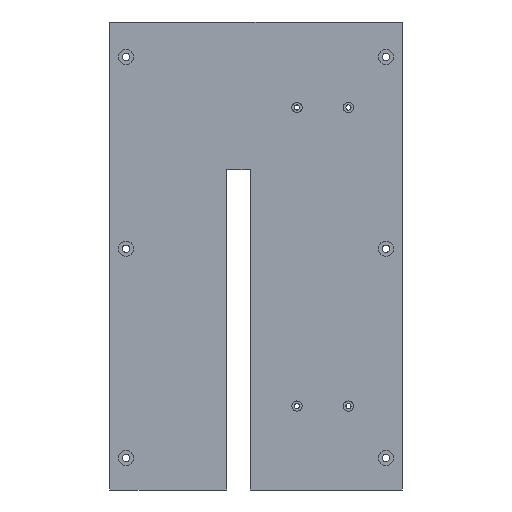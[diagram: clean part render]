
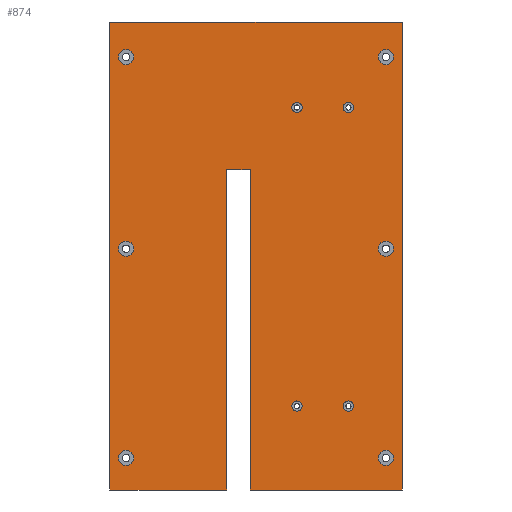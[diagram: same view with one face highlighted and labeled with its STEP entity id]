
A CAD part, left-side view. The second image highlights one B-rep face of the part: STEP entity #874.
In plain terms, the highlighted planar face has unit normal (-1, 0, 0).
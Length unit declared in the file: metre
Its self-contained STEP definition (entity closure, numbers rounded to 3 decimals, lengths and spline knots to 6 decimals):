
#40=LINE('',#1305,#100);
#48=LINE('',#1322,#108);
#52=LINE('',#1330,#112);
#54=LINE('',#1333,#114);
#56=LINE('',#1337,#116);
#61=LINE('',#1348,#121);
#63=LINE('',#1351,#123);
#65=LINE('',#1354,#125);
#100=VECTOR('',#1040,1.);
#108=VECTOR('',#1050,1.);
#112=VECTOR('',#1056,1.);
#114=VECTOR('',#1060,1.);
#116=VECTOR('',#1064,1.);
#121=VECTOR('',#1071,1.);
#123=VECTOR('',#1075,1.);
#125=VECTOR('',#1079,1.);
#224=ORIENTED_EDGE('',*,*,#416,.T.);
#225=ORIENTED_EDGE('',*,*,#417,.T.);
#226=ORIENTED_EDGE('',*,*,#418,.T.);
#227=ORIENTED_EDGE('',*,*,#419,.T.);
#228=ORIENTED_EDGE('',*,*,#420,.T.);
#229=ORIENTED_EDGE('',*,*,#421,.T.);
#230=ORIENTED_EDGE('',*,*,#395,.T.);
#231=ORIENTED_EDGE('',*,*,#386,.T.);
#232=ORIENTED_EDGE('',*,*,#378,.F.);
#233=ORIENTED_EDGE('',*,*,#382,.T.);
#234=ORIENTED_EDGE('',*,*,#384,.T.);
#235=ORIENTED_EDGE('',*,*,#370,.F.);
#236=ORIENTED_EDGE('',*,*,#393,.F.);
#237=ORIENTED_EDGE('',*,*,#391,.T.);
#238=ORIENTED_EDGE('',*,*,#422,.T.);
#239=ORIENTED_EDGE('',*,*,#423,.T.);
#240=ORIENTED_EDGE('',*,*,#424,.T.);
#241=ORIENTED_EDGE('',*,*,#425,.T.);
#370=EDGE_CURVE('',#474,#475,#40,.T.);
#378=EDGE_CURVE('',#482,#483,#48,.T.);
#382=EDGE_CURVE('',#482,#485,#52,.T.);
#384=EDGE_CURVE('',#485,#475,#54,.T.);
#386=EDGE_CURVE('',#487,#483,#56,.T.);
#391=EDGE_CURVE('',#488,#491,#61,.T.);
#393=EDGE_CURVE('',#488,#474,#63,.T.);
#395=EDGE_CURVE('',#491,#487,#65,.T.);
#416=EDGE_CURVE('',#504,#504,#558,.T.);
#417=EDGE_CURVE('',#505,#505,#559,.T.);
#418=EDGE_CURVE('',#506,#506,#560,.T.);
#419=EDGE_CURVE('',#507,#507,#561,.T.);
#420=EDGE_CURVE('',#508,#508,#562,.T.);
#421=EDGE_CURVE('',#509,#509,#563,.T.);
#422=EDGE_CURVE('',#510,#510,#564,.T.);
#423=EDGE_CURVE('',#511,#511,#565,.T.);
#424=EDGE_CURVE('',#512,#512,#566,.T.);
#425=EDGE_CURVE('',#513,#513,#567,.T.);
#474=VERTEX_POINT('',#1304);
#475=VERTEX_POINT('',#1306);
#482=VERTEX_POINT('',#1321);
#483=VERTEX_POINT('',#1323);
#485=VERTEX_POINT('',#1329);
#487=VERTEX_POINT('',#1338);
#488=VERTEX_POINT('',#1342);
#491=VERTEX_POINT('',#1347);
#504=VERTEX_POINT('',#1396);
#505=VERTEX_POINT('',#1398);
#506=VERTEX_POINT('',#1400);
#507=VERTEX_POINT('',#1402);
#508=VERTEX_POINT('',#1404);
#509=VERTEX_POINT('',#1406);
#510=VERTEX_POINT('',#1408);
#511=VERTEX_POINT('',#1410);
#512=VERTEX_POINT('',#1412);
#513=VERTEX_POINT('',#1414);
#558=CIRCLE('',#947,0.00325);
#559=CIRCLE('',#948,0.00325);
#560=CIRCLE('',#949,0.00325);
#561=CIRCLE('',#950,0.00325);
#562=CIRCLE('',#951,0.00325);
#563=CIRCLE('',#952,0.00325);
#564=CIRCLE('',#953,0.0022);
#565=CIRCLE('',#954,0.0022);
#566=CIRCLE('',#955,0.0022);
#567=CIRCLE('',#956,0.0022);
#617=EDGE_LOOP('',(#224));
#618=EDGE_LOOP('',(#225));
#619=EDGE_LOOP('',(#226));
#620=EDGE_LOOP('',(#227));
#621=EDGE_LOOP('',(#228));
#622=EDGE_LOOP('',(#229));
#623=EDGE_LOOP('',(#230,#231,#232,#233,#234,#235,#236,#237));
#624=EDGE_LOOP('',(#238));
#625=EDGE_LOOP('',(#239));
#626=EDGE_LOOP('',(#240));
#627=EDGE_LOOP('',(#241));
#729=FACE_BOUND('',#617,.T.);
#730=FACE_BOUND('',#618,.T.);
#731=FACE_BOUND('',#619,.T.);
#732=FACE_BOUND('',#620,.T.);
#733=FACE_BOUND('',#621,.T.);
#734=FACE_BOUND('',#622,.T.);
#735=FACE_BOUND('',#623,.T.);
#736=FACE_BOUND('',#624,.T.);
#737=FACE_BOUND('',#625,.T.);
#738=FACE_BOUND('',#626,.T.);
#739=FACE_BOUND('',#627,.T.);
#841=PLANE('',#946);
#874=ADVANCED_FACE('',(#729,#730,#731,#732,#733,#734,#735,#736,#737,#738,
#739),#841,.F.);
#946=AXIS2_PLACEMENT_3D('',#1394,#1114,#1115);
#947=AXIS2_PLACEMENT_3D('',#1395,#1116,#1117);
#948=AXIS2_PLACEMENT_3D('',#1397,#1118,#1119);
#949=AXIS2_PLACEMENT_3D('',#1399,#1120,#1121);
#950=AXIS2_PLACEMENT_3D('',#1401,#1122,#1123);
#951=AXIS2_PLACEMENT_3D('',#1403,#1124,#1125);
#952=AXIS2_PLACEMENT_3D('',#1405,#1126,#1127);
#953=AXIS2_PLACEMENT_3D('',#1407,#1128,#1129);
#954=AXIS2_PLACEMENT_3D('',#1409,#1130,#1131);
#955=AXIS2_PLACEMENT_3D('',#1411,#1132,#1133);
#956=AXIS2_PLACEMENT_3D('',#1413,#1134,#1135);
#1040=DIRECTION('',(0.,-1.,0.));
#1050=DIRECTION('',(0.,0.,1.));
#1056=DIRECTION('',(0.,-1.,0.));
#1060=DIRECTION('',(0.,0.,1.));
#1064=DIRECTION('',(0.,-1.,0.));
#1071=DIRECTION('',(0.,-1.,0.));
#1075=DIRECTION('',(0.,0.,1.));
#1079=DIRECTION('',(0.,0.,1.));
#1114=DIRECTION('',(1.,0.,0.));
#1115=DIRECTION('',(0.,0.,-1.));
#1116=DIRECTION('',(1.,0.,0.));
#1117=DIRECTION('',(0.,0.,-1.));
#1118=DIRECTION('',(1.,0.,0.));
#1119=DIRECTION('',(0.,0.,-1.));
#1120=DIRECTION('',(1.,0.,0.));
#1121=DIRECTION('',(0.,0.,-1.));
#1122=DIRECTION('',(1.,0.,0.));
#1123=DIRECTION('',(0.,0.,-1.));
#1124=DIRECTION('',(1.,0.,0.));
#1125=DIRECTION('',(0.,0.,-1.));
#1126=DIRECTION('',(1.,0.,0.));
#1127=DIRECTION('',(0.,0.,-1.));
#1128=DIRECTION('',(1.,0.,0.));
#1129=DIRECTION('',(0.,0.,-1.));
#1130=DIRECTION('',(1.,0.,0.));
#1131=DIRECTION('',(0.,0.,-1.));
#1132=DIRECTION('',(1.,0.,0.));
#1133=DIRECTION('',(0.,0.,-1.));
#1134=DIRECTION('',(1.,0.,0.));
#1135=DIRECTION('',(0.,0.,-1.));
#1304=CARTESIAN_POINT('',(-0.05,0.125,0.2));
#1305=CARTESIAN_POINT('',(-0.05,0.065,0.2));
#1306=CARTESIAN_POINT('',(-0.05,0.,0.2));
#1321=CARTESIAN_POINT('',(-0.05,0.065,0.));
#1322=CARTESIAN_POINT('',(-0.05,0.065,0.1));
#1323=CARTESIAN_POINT('',(-0.05,0.065,0.13692));
#1329=CARTESIAN_POINT('',(-0.05,0.,0.));
#1330=CARTESIAN_POINT('',(-0.05,0.065,0.));
#1333=CARTESIAN_POINT('',(-0.05,0.,0.1));
#1337=CARTESIAN_POINT('',(-0.05,0.075,0.13692));
#1338=CARTESIAN_POINT('',(-0.05,0.075,0.13692));
#1342=CARTESIAN_POINT('',(-0.05,0.125,0.));
#1347=CARTESIAN_POINT('',(-0.05,0.075,0.));
#1348=CARTESIAN_POINT('',(-0.05,0.125,0.));
#1351=CARTESIAN_POINT('',(-0.05,0.125,0.149655));
#1354=CARTESIAN_POINT('',(-0.05,0.075,0.149655));
#1394=CARTESIAN_POINT('',(-0.05,0.065,0.1));
#1395=CARTESIAN_POINT('',(-0.05,0.118,0.013701));
#1396=CARTESIAN_POINT('',(-0.05,0.118,0.010451));
#1397=CARTESIAN_POINT('',(-0.05,0.118,0.103101));
#1398=CARTESIAN_POINT('',(-0.05,0.118,0.099851));
#1399=CARTESIAN_POINT('',(-0.05,0.118,0.185));
#1400=CARTESIAN_POINT('',(-0.05,0.118,0.18175));
#1401=CARTESIAN_POINT('',(-0.05,0.007,0.185));
#1402=CARTESIAN_POINT('',(-0.05,0.007,0.18175));
#1403=CARTESIAN_POINT('',(-0.05,0.007,0.103101));
#1404=CARTESIAN_POINT('',(-0.05,0.007,0.099851));
#1405=CARTESIAN_POINT('',(-0.05,0.007,0.013701));
#1406=CARTESIAN_POINT('',(-0.05,0.007,0.010451));
#1407=CARTESIAN_POINT('',(-0.05,0.045,0.03586));
#1408=CARTESIAN_POINT('',(-0.05,0.045,0.03366));
#1409=CARTESIAN_POINT('',(-0.05,0.023,0.03586));
#1410=CARTESIAN_POINT('',(-0.05,0.023,0.03366));
#1411=CARTESIAN_POINT('',(-0.05,0.023,0.16346));
#1412=CARTESIAN_POINT('',(-0.05,0.023,0.16126));
#1413=CARTESIAN_POINT('',(-0.05,0.045,0.16346));
#1414=CARTESIAN_POINT('',(-0.05,0.045,0.16126));
